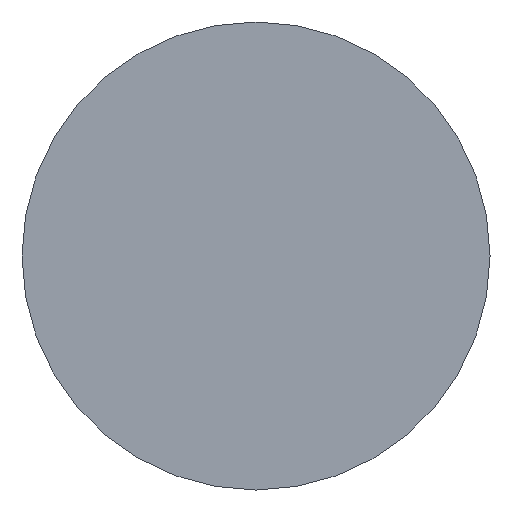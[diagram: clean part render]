
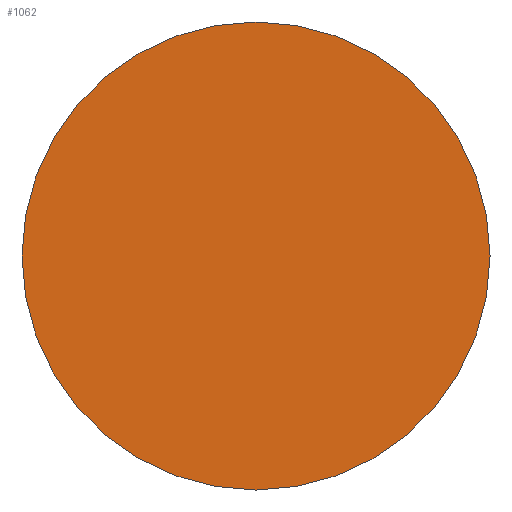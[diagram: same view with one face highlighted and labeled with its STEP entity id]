
A CAD part, front view. The second image highlights one B-rep face of the part: STEP entity #1062.
In plain terms, the highlighted planar face has unit normal (0, -1, 0).
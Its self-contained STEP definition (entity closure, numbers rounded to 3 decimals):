
#28 = EDGE_LOOP ( 'NONE', ( #931 ) ) ;
#79 = AXIS2_PLACEMENT_3D ( 'NONE', #301, #297, #1111 ) ;
#129 = FACE_OUTER_BOUND ( 'NONE', #28, .T. ) ;
#131 = CIRCLE ( 'NONE', #860, 19. ) ;
#297 = DIRECTION ( 'NONE',  ( 0., -1., 0. ) ) ;
#301 = CARTESIAN_POINT ( 'NONE',  ( 0., 0., 0. ) ) ;
#399 = CARTESIAN_POINT ( 'NONE',  ( 0., 0., 19. ) ) ;
#446 = DIRECTION ( 'NONE',  ( 0., 1., 0. ) ) ;
#640 = DIRECTION ( 'NONE',  ( 0., 0., 1. ) ) ;
#860 = AXIS2_PLACEMENT_3D ( 'NONE', #1006, #446, #640 ) ;
#886 = VERTEX_POINT ( 'NONE', #399 ) ;
#931 = ORIENTED_EDGE ( 'NONE', *, *, #959, .F. ) ;
#941 = PLANE ( 'NONE',  #79 ) ;
#959 = EDGE_CURVE ( 'NONE', #886, #886, #131, .T. ) ;
#1006 = CARTESIAN_POINT ( 'NONE',  ( 0., 0., 0. ) ) ;
#1062 = ADVANCED_FACE ( 'NONE', ( #129 ), #941, .T. ) ;
#1111 = DIRECTION ( 'NONE',  ( 0., 0., -1. ) ) ;
